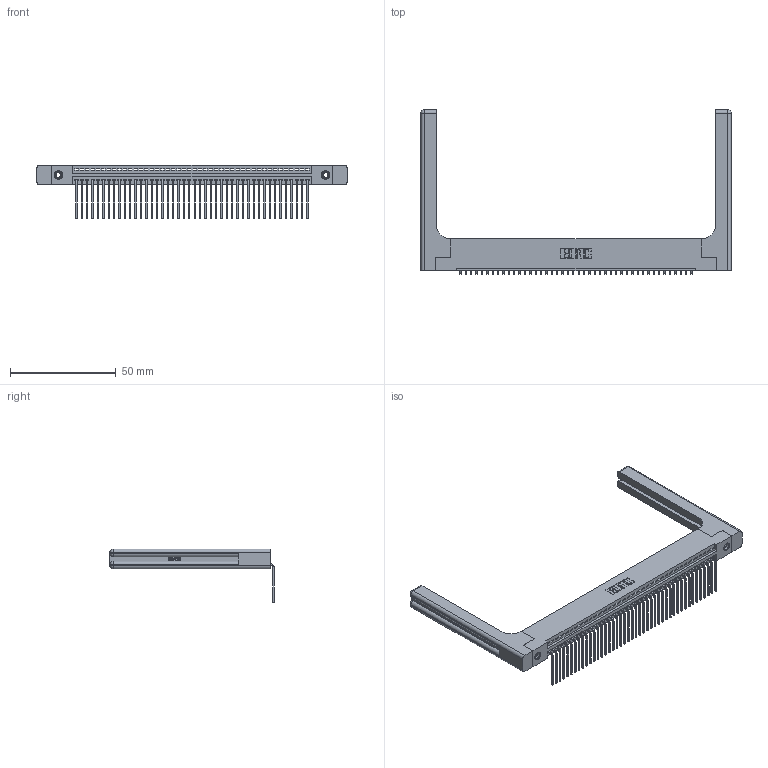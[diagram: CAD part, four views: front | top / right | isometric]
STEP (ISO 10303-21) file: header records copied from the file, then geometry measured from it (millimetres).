
FILE_DESCRIPTION (( 'STEP AP203' ), '1' );
FILE_NAME ('345-044-559-158.STEP', '2019-10-08T20:02:22', ( '' ), ( '' ), 'SwSTEP 2.0', 'SolidWorks 2016', '' );
FILE_SCHEMA (( 'CONFIG_CONTROL_DESIGN' ));
Length unit declared in the file: inch
Products named in the file (5): 345 Part_Flush Mounting Lugs - 0.156 Dia-TH; 345-044-559-158; 345-220-058_345-220-058; 345-250-001_345-250-001-102; 345-292-001_558 559 Tail - 1
Assembly tree (49 placements, depth 2):
  345-044-559-158
    345 Part_Flush Mounting Lugs - 0.156 Dia-TH
    345-292-001_558 559 Tail - 1  x44
    345-250-001_345-250-001-102  x2
    345-220-058_345-220-058  x2
Bounding box: 146.79 x 77.71 x 25.53 mm (x, y, z)
Volume: 22609.9 mm3; surface area: 24938.3 mm2
Topology: 49 solids, 49 shells, 3022 faces, 9015 edges, 5930 vertices
Faces by surface type: plane 2076, cylinder 886, bspline 36, cone 12, sphere 8, torus 4
Entity records: 38112 total; most frequent: CARTESIAN_POINT 7573, ORIENTED_EDGE 6348, DIRECTION 5558, EDGE_CURVE 3174, VECTOR 2774, LINE 2774, VERTEX_POINT 2106, AXIS2_PLACEMENT_3D 1392
